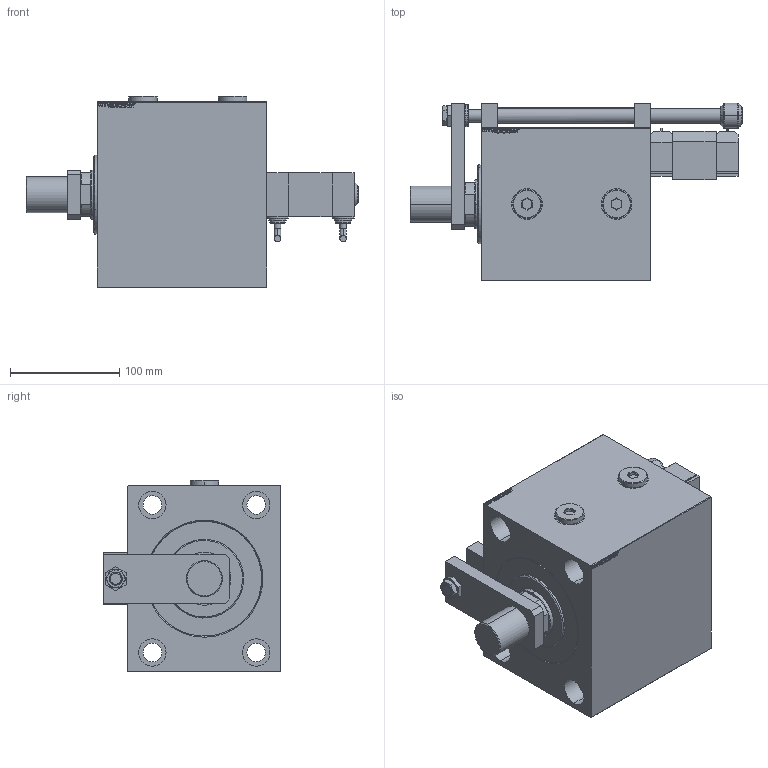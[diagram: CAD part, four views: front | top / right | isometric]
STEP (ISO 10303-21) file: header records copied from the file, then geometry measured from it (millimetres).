
FILE_DESCRIPTION (( 'STEP AP203' ), '1' );
FILE_NAME ('b198.STEP', '2024-02-12T02:52:07', ( '' ), ( '' ), 'SwSTEP 2.0', 'SolidWorks 2019', '' );
FILE_SCHEMA (( 'CONFIG_CONTROL_DESIGN' ));
Length unit declared in the file: millimetre
Products named in the file (15): V450CM_C_Body 913b8e9ac8094d5ba71f6dffa5943e23; TYC_P 913b8e9ac8094d5ba71f6dffa5943e23; ZARAZKA_P 913b8e9ac8094d5ba71f6dffa5943e23; V450CM_C_VCP 913b8e9ac8094d5ba71f6dffa5943e23; b198; SWITCH_P_FRONT_BACK 913b8e9ac8094d5ba71f6dffa5943e23; KROUZEK_PRO_TYC 913b8e9ac8094d5ba71f6dffa5943e23; NUT_D19_P 913b8e9ac8094d5ba71f6dffa5943e23; SWITCH P 913b8e9ac8094d5ba71f6dffa5943e23; NUT_D16 913b8e9ac8094d5ba71f6dffa5943e23; MIDDLE 913b8e9ac8094d5ba71f6dffa5943e23; Zatka_OIL_PORT 913b8e9ac8094d5ba71f6dffa5943e23; V450CM_VC_B 913b8e9ac8094d5ba71f6dffa5943e23; SWITCH DIM W_B 913b8e9ac8094d5ba71f6dffa5943e23; V450CM_MALE_METRIC 913b8e9ac8094d5ba71f6dffa5943e23
Assembly tree (17 placements, depth 2):
  b198
    V450CM_C_Body 913b8e9ac8094d5ba71f6dffa5943e23
    V450CM_C_VCP 913b8e9ac8094d5ba71f6dffa5943e23
    V450CM_VC_B 913b8e9ac8094d5ba71f6dffa5943e23
    V450CM_MALE_METRIC 913b8e9ac8094d5ba71f6dffa5943e23
    SWITCH DIM W_B 913b8e9ac8094d5ba71f6dffa5943e23
    SWITCH P 913b8e9ac8094d5ba71f6dffa5943e23  x2
    SWITCH_P_FRONT_BACK 913b8e9ac8094d5ba71f6dffa5943e23  x2
    TYC_P 913b8e9ac8094d5ba71f6dffa5943e23
    ZARAZKA_P 913b8e9ac8094d5ba71f6dffa5943e23
    KROUZEK_PRO_TYC 913b8e9ac8094d5ba71f6dffa5943e23
    MIDDLE 913b8e9ac8094d5ba71f6dffa5943e23
    NUT_D16 913b8e9ac8094d5ba71f6dffa5943e23
    NUT_D19_P 913b8e9ac8094d5ba71f6dffa5943e23
    Zatka_OIL_PORT 913b8e9ac8094d5ba71f6dffa5943e23  x2
Bounding box: 303.6 x 162.5 x 174.9 mm (x, y, z)
Volume: 3474057.3 mm3; surface area: 371654.3 mm2
Topology: 17 solids, 17 shells, 1158 faces, 2866 edges, 1876 vertices
Faces by surface type: plane 559, bspline 380, cylinder 140, cone 45, torus 34
Entity records: 51480 total; most frequent: CARTESIAN_POINT 26483, ORIENTED_EDGE 5352, DIRECTION 3635, EDGE_CURVE 2676, VERTEX_POINT 1756, VECTOR 1539, LINE 1539, EDGE_LOOP 1238
